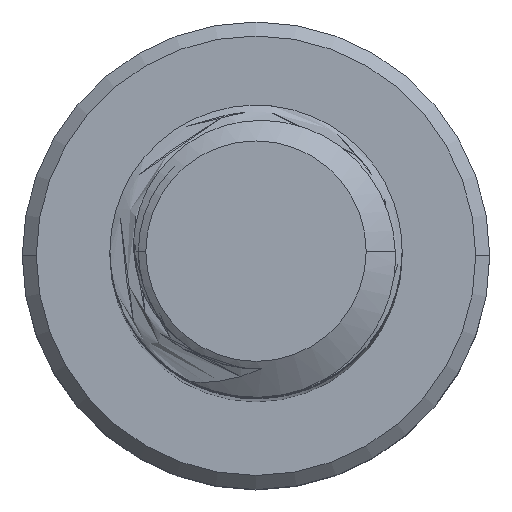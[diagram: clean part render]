
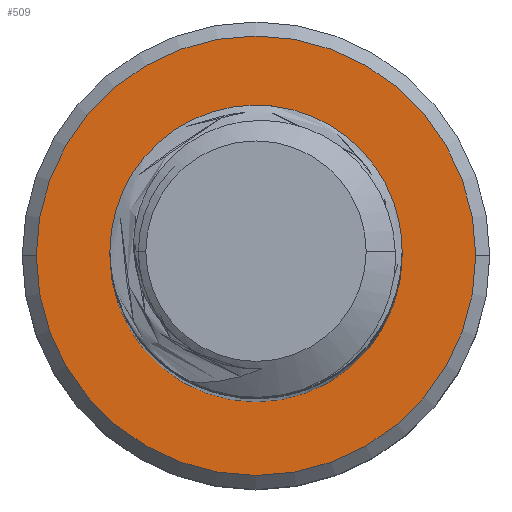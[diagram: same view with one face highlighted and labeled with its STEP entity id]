
A CAD part, top view. The second image highlights one B-rep face of the part: STEP entity #509.
In plain terms, the highlighted planar face has unit normal (0, 0, 1).
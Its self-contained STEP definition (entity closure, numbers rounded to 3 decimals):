
#28 = AXIS2_PLACEMENT_3D ( 'NONE', #3590, #7875, #4752 ) ;
#397 = DIRECTION ( 'NONE',  ( -1., 0., 0. ) ) ;
#418 = DIRECTION ( 'NONE',  ( 0., 0., -1. ) ) ;
#509 = ADVANCED_FACE ( 'NONE', ( #734, #6823 ), #3538, .F. ) ;
#567 = EDGE_CURVE ( 'NONE', #2595, #7515, #1302, .T. ) ;
#718 = VERTEX_POINT ( 'NONE', #6373 ) ;
#734 = FACE_OUTER_BOUND ( 'NONE', #4124, .T. ) ;
#905 = CIRCLE ( 'NONE', #28, 7.52 ) ;
#991 = CARTESIAN_POINT ( 'NONE',  ( 0., 0., -90. ) ) ;
#1302 = CIRCLE ( 'NONE', #2075, 5. ) ;
#1686 = EDGE_LOOP ( 'NONE', ( #4375, #6416 ) ) ;
#1723 = DIRECTION ( 'NONE',  ( 0., 0., 1. ) ) ;
#1774 = CARTESIAN_POINT ( 'NONE',  ( -5., 0., -90. ) ) ;
#2075 = AXIS2_PLACEMENT_3D ( 'NONE', #991, #6568, #6613 ) ;
#2147 = CIRCLE ( 'NONE', #4723, 5. ) ;
#2595 = VERTEX_POINT ( 'NONE', #5805 ) ;
#3538 = PLANE ( 'NONE',  #5791 ) ;
#3590 = CARTESIAN_POINT ( 'NONE',  ( 0., 0., -90. ) ) ;
#4081 = AXIS2_PLACEMENT_3D ( 'NONE', #7228, #5374, #6556 ) ;
#4124 = EDGE_LOOP ( 'NONE', ( #7204, #4379 ) ) ;
#4375 = ORIENTED_EDGE ( 'NONE', *, *, #567, .F. ) ;
#4379 = ORIENTED_EDGE ( 'NONE', *, *, #6940, .T. ) ;
#4545 = EDGE_CURVE ( 'NONE', #718, #7778, #905, .T. ) ;
#4723 = AXIS2_PLACEMENT_3D ( 'NONE', #5412, #1723, #397 ) ;
#4752 = DIRECTION ( 'NONE',  ( -1., 0., 0. ) ) ;
#5374 = DIRECTION ( 'NONE',  ( 0., 0., 1. ) ) ;
#5412 = CARTESIAN_POINT ( 'NONE',  ( 0., 0., -90. ) ) ;
#5481 = EDGE_CURVE ( 'NONE', #7515, #2595, #2147, .T. ) ;
#5791 = AXIS2_PLACEMENT_3D ( 'NONE', #5960, #418, #7215 ) ;
#5805 = CARTESIAN_POINT ( 'NONE',  ( 5., 0., -90. ) ) ;
#5960 = CARTESIAN_POINT ( 'NONE',  ( 0., 0., -90. ) ) ;
#6316 = CIRCLE ( 'NONE', #4081, 7.52 ) ;
#6373 = CARTESIAN_POINT ( 'NONE',  ( -7.52, 0., -90. ) ) ;
#6416 = ORIENTED_EDGE ( 'NONE', *, *, #5481, .F. ) ;
#6556 = DIRECTION ( 'NONE',  ( -1., 0., 0. ) ) ;
#6568 = DIRECTION ( 'NONE',  ( 0., 0., 1. ) ) ;
#6613 = DIRECTION ( 'NONE',  ( -1., 0., 0. ) ) ;
#6823 = FACE_BOUND ( 'NONE', #1686, .T. ) ;
#6940 = EDGE_CURVE ( 'NONE', #7778, #718, #6316, .T. ) ;
#7204 = ORIENTED_EDGE ( 'NONE', *, *, #4545, .T. ) ;
#7215 = DIRECTION ( 'NONE',  ( -1., 0., 0. ) ) ;
#7228 = CARTESIAN_POINT ( 'NONE',  ( 0., 0., -90. ) ) ;
#7421 = CARTESIAN_POINT ( 'NONE',  ( 7.52, 0., -90. ) ) ;
#7515 = VERTEX_POINT ( 'NONE', #1774 ) ;
#7778 = VERTEX_POINT ( 'NONE', #7421 ) ;
#7875 = DIRECTION ( 'NONE',  ( 0., 0., 1. ) ) ;
